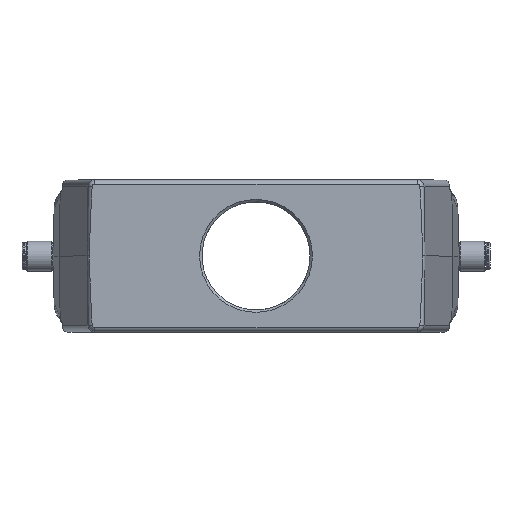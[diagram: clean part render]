
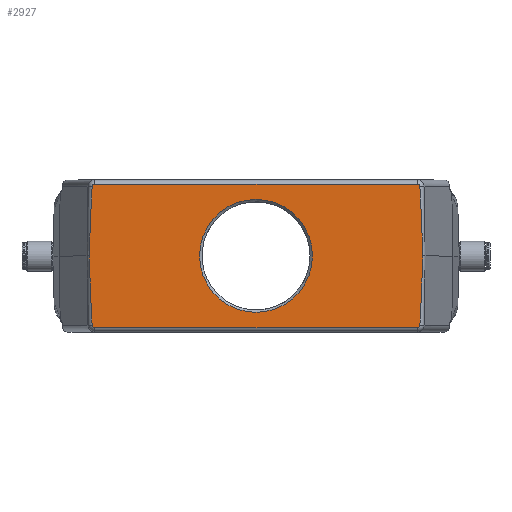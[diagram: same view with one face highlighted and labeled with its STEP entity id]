
A CAD part, top view. The second image highlights one B-rep face of the part: STEP entity #2927.
In plain terms, the highlighted planar face has unit normal (0, 0, 1).
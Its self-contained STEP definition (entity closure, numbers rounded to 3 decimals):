
#2927=ADVANCED_FACE('',(#3647,#3648),#3220,.T.);
#3220=PLANE('',#15964);
#3236=CIRCLE('',#15100,0.74);
#3241=CIRCLE('',#15112,0.74);
#3245=CIRCLE('',#15117,0.74);
#3249=CIRCLE('',#15128,0.74);
#3549=CIRCLE('',#15963,16.7);
#3647=FACE_BOUND('',#4355,.T.);
#3648=FACE_BOUND('',#4356,.T.);
#4355=EDGE_LOOP('',(#7472));
#4356=EDGE_LOOP('',(#7473,#7474,#7475,#7476,#7477,#7478,#7479,#7480,#7481,
#7482));
#4446=ELLIPSE('',#15105,114.609,2.);
#4447=ELLIPSE('',#15110,114.609,2.);
#4448=ELLIPSE('',#15120,114.609,2.);
#4450=ELLIPSE('',#15125,114.609,2.);
#7472=ORIENTED_EDGE('',*,*,#9996,.F.);
#7473=ORIENTED_EDGE('',*,*,#8571,.F.);
#7474=ORIENTED_EDGE('',*,*,#8577,.F.);
#7475=ORIENTED_EDGE('',*,*,#8583,.F.);
#7476=ORIENTED_EDGE('',*,*,#8589,.F.);
#7477=ORIENTED_EDGE('',*,*,#8594,.F.);
#7478=ORIENTED_EDGE('',*,*,#8591,.F.);
#7479=ORIENTED_EDGE('',*,*,#8585,.F.);
#7480=ORIENTED_EDGE('',*,*,#8579,.F.);
#7481=ORIENTED_EDGE('',*,*,#8573,.F.);
#7482=ORIENTED_EDGE('',*,*,#8567,.F.);
#7612=VERTEX_POINT('',#20601);
#7613=VERTEX_POINT('',#20603);
#7615=VERTEX_POINT('',#20609);
#7617=VERTEX_POINT('',#20615);
#7619=VERTEX_POINT('',#20621);
#7621=VERTEX_POINT('',#20627);
#7624=VERTEX_POINT('',#20634);
#7625=VERTEX_POINT('',#20639);
#7627=VERTEX_POINT('',#20645);
#7629=VERTEX_POINT('',#20651);
#8481=VERTEX_POINT('',#28581);
#8567=EDGE_CURVE('',#7612,#7613,#3236,.T.);
#8571=EDGE_CURVE('',#7615,#7612,#4446,.T.);
#8573=EDGE_CURVE('',#7613,#7617,#12138,.T.);
#8577=EDGE_CURVE('',#7619,#7615,#4447,.T.);
#8579=EDGE_CURVE('',#7617,#7621,#3241,.T.);
#8583=EDGE_CURVE('',#7624,#7619,#3245,.T.);
#8585=EDGE_CURVE('',#7621,#7625,#4448,.T.);
#8589=EDGE_CURVE('',#7627,#7624,#12142,.T.);
#8591=EDGE_CURVE('',#7625,#7629,#4450,.T.);
#8594=EDGE_CURVE('',#7629,#7627,#3249,.T.);
#9996=EDGE_CURVE('',#8481,#8481,#3549,.T.);
#12138=LINE('',#20614,#13044);
#12142=LINE('',#20647,#13048);
#13044=VECTOR('',#16314,1.);
#13048=VECTOR('',#16352,1.);
#15100=AXIS2_PLACEMENT_3D('',#20602,#16299,#16300);
#15105=AXIS2_PLACEMENT_3D('',#20611,#16309,#16310);
#15110=AXIS2_PLACEMENT_3D('',#20623,#16322,#16323);
#15112=AXIS2_PLACEMENT_3D('',#20626,#16327,#16328);
#15117=AXIS2_PLACEMENT_3D('',#20635,#16337,#16338);
#15120=AXIS2_PLACEMENT_3D('',#20638,#16343,#16344);
#15125=AXIS2_PLACEMENT_3D('',#20650,#16356,#16357);
#15128=AXIS2_PLACEMENT_3D('',#20656,#16363,#16364);
#15963=AXIS2_PLACEMENT_3D('',#28580,#18730,#18731);
#15964=AXIS2_PLACEMENT_3D('',#28582,#18732,#18733);
#16299=DIRECTION('',(0.,0.,-1.));
#16300=DIRECTION('',(1.,0.,0.));
#16309=DIRECTION('',(0.,0.,-1.));
#16310=DIRECTION('',(-0.014,-1.,0.));
#16314=DIRECTION('',(1.,0.,0.));
#16322=DIRECTION('',(0.,0.,-1.));
#16323=DIRECTION('',(0.014,-1.,0.));
#16327=DIRECTION('',(0.,0.,-1.));
#16328=DIRECTION('',(1.,0.,0.));
#16337=DIRECTION('',(0.,0.,-1.));
#16338=DIRECTION('',(1.,0.,0.));
#16343=DIRECTION('',(0.,0.,-1.));
#16344=DIRECTION('',(0.014,-1.,0.));
#16352=DIRECTION('',(-1.,0.,0.));
#16356=DIRECTION('',(0.,0.,-1.));
#16357=DIRECTION('',(-0.014,-1.,0.));
#16363=DIRECTION('',(0.,0.,-1.));
#16364=DIRECTION('',(1.,0.,0.));
#18730=DIRECTION('',(0.,0.,1.));
#18731=DIRECTION('',(1.,0.,0.));
#18732=DIRECTION('',(0.,0.,1.));
#18733=DIRECTION('',(1.,0.,0.));
#20601=CARTESIAN_POINT('',(-48.492,20.543,66.35));
#20602=CARTESIAN_POINT('',(-47.753,20.5,66.35));
#20603=CARTESIAN_POINT('',(-47.753,21.24,66.35));
#20609=CARTESIAN_POINT('',(-49.372,0.,66.35));
#20611=CARTESIAN_POINT('',(-49.285,-85.952,66.35));
#20614=CARTESIAN_POINT('',(-53.287,21.24,66.35));
#20615=CARTESIAN_POINT('',(47.753,21.24,66.35));
#20621=CARTESIAN_POINT('',(-48.492,-20.543,66.35));
#20623=CARTESIAN_POINT('',(-49.285,85.952,66.35));
#20626=CARTESIAN_POINT('',(47.753,20.5,66.35));
#20627=CARTESIAN_POINT('',(48.492,20.543,66.35));
#20634=CARTESIAN_POINT('',(-47.753,-21.24,66.35));
#20635=CARTESIAN_POINT('',(-47.753,-20.5,66.35));
#20638=CARTESIAN_POINT('',(49.285,-85.952,66.35));
#20639=CARTESIAN_POINT('',(49.372,0.,66.35));
#20645=CARTESIAN_POINT('',(47.753,-21.24,66.35));
#20647=CARTESIAN_POINT('',(-49.697,-21.24,66.35));
#20650=CARTESIAN_POINT('',(49.285,85.952,66.35));
#20651=CARTESIAN_POINT('',(48.492,-20.543,66.35));
#20656=CARTESIAN_POINT('',(47.753,-20.5,66.35));
#28580=CARTESIAN_POINT('',(0.,0.,66.35));
#28581=CARTESIAN_POINT('',(16.7,0.,66.35));
#28582=CARTESIAN_POINT('',(-55.,-23.,66.35));
